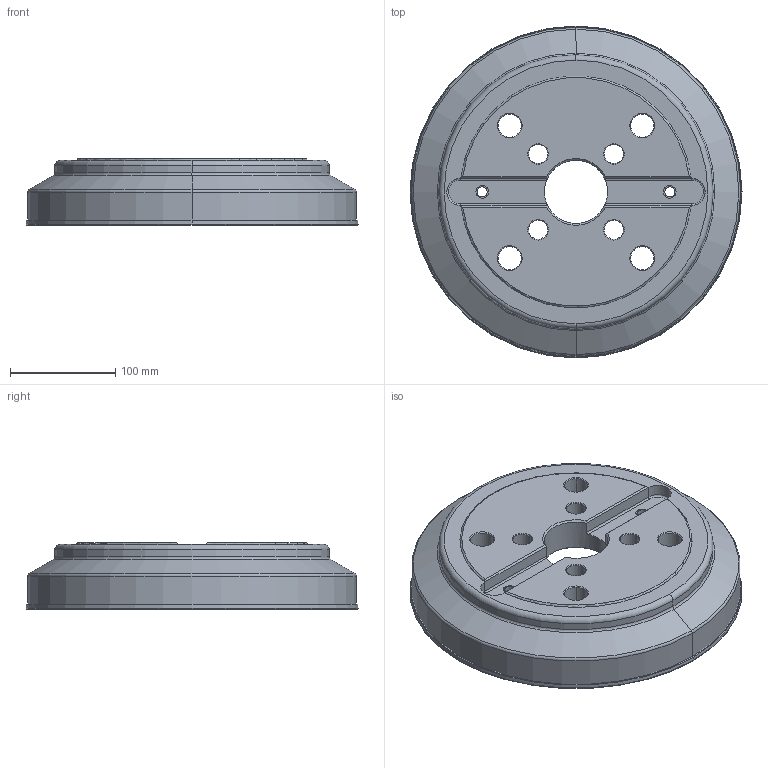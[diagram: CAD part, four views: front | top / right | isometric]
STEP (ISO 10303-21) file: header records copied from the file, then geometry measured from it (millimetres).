
FILE_DESCRIPTION((''),'2;1');
FILE_NAME('6F2B315R00','2015-11-07T',('schorn'),(''),'PRO/ENGINEER BY PARAMETRIC TECHNOLOGY CORPORATION, 2011490','PRO/ENGINEER BY PARAMETRIC TECHNOLOGY CORPORATION, 2011490','');
FILE_SCHEMA(('AUTOMOTIVE_DESIGN { 1 2 10303 214 0 1 1 1 }'));
Length unit declared in the file: millimetre
Products named in the file (3): 6F2B315R00_HSG; CUT; 6F2B315R00
Assembly tree (2 placements, depth 2):
  6F2B315R00
    6F2B315R00_HSG
    CUT
Bounding box: 314.77 x 314.77 x 62.99 mm (x, y, z)
Volume: 2510677 mm3; surface area: 268648.9 mm2
Topology: 2 solids, 4 shells, 110 faces, 272 edges, 184 vertices
Faces by surface type: cylinder 42, cone 24, plane 18, revolution 14, torus 12
Entity records: 4566 total; most frequent: CARTESIAN_POINT 1508, DIRECTION 626, ORIENTED_EDGE 504, EDGE_CURVE 256, AXIS2_PLACEMENT_3D 255, VERTEX_POINT 152, CIRCLE 144, EDGE_LOOP 136
